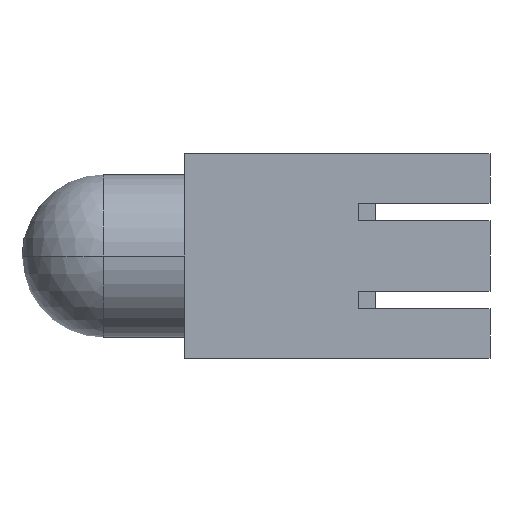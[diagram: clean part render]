
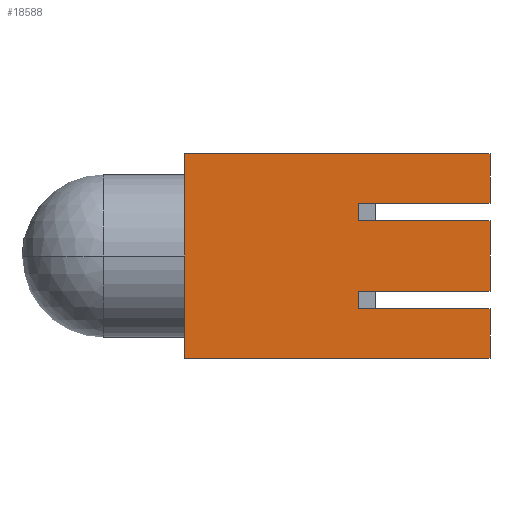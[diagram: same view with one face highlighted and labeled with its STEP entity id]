
A CAD part, front view. The second image highlights one B-rep face of the part: STEP entity #18588.
In plain terms, the highlighted planar face has unit normal (0, -1, 0).
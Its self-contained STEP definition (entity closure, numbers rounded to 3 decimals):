
#2498 = CARTESIAN_POINT ( 'NONE',  ( 8.8, 0., 1.52 ) ) ;
#2499 = DIRECTION ( 'NONE',  ( 1., 0., 0. ) ) ;
#2500 = VECTOR ( 'NONE', #2499, 1000. ) ;
#2501 = CARTESIAN_POINT ( 'NONE',  ( 4.4, 0., 1.52 ) ) ;
#2502 = LINE ( 'NONE', #2501, #2500 ) ;
#3391 = ORIENTED_EDGE ( 'NONE', *, *, #16002, .T. ) ;
#3605 = EDGE_CURVE ( 'NONE', #18727, #18661, #19342, .T. ) ;
#4094 = CARTESIAN_POINT ( 'NONE',  ( 5.5, 0., 1.52 ) ) ;
#4095 = DIRECTION ( 'NONE',  ( 1., 0., 0. ) ) ;
#4096 = VECTOR ( 'NONE', #4095, 1000. ) ;
#4097 = CARTESIAN_POINT ( 'NONE',  ( 4.4, 0., 1.52 ) ) ;
#4102 = LINE ( 'NONE', #4097, #4096 ) ;
#6230 = CARTESIAN_POINT ( 'NONE',  ( 8.8, 0., -2.95 ) ) ;
#6231 = LINE ( 'NONE', #6230, #6248 ) ;
#6247 = DIRECTION ( 'NONE',  ( 0., 0., 1. ) ) ;
#6248 = VECTOR ( 'NONE', #6247, 1000. ) ;
#13352 = CARTESIAN_POINT ( 'NONE',  ( 8.8, 0., 2.95 ) ) ;
#13353 = CARTESIAN_POINT ( 'NONE',  ( 0., 0., 2.95 ) ) ;
#13354 = DIRECTION ( 'NONE',  ( 1., 0., 0. ) ) ;
#13355 = VECTOR ( 'NONE', #13354, 1000. ) ;
#13356 = CARTESIAN_POINT ( 'NONE',  ( 8.8, 0., 2.95 ) ) ;
#13357 = LINE ( 'NONE', #13356, #13355 ) ;
#13939 = DIRECTION ( 'NONE',  ( 1., 0., 0. ) ) ;
#13940 = VECTOR ( 'NONE', #13939, 1000. ) ;
#13941 = CARTESIAN_POINT ( 'NONE',  ( 4.4, 0., 1.02 ) ) ;
#13942 = LINE ( 'NONE', #13941, #13940 ) ;
#14811 = CARTESIAN_POINT ( 'NONE',  ( 5., 0., -8.382 ) ) ;
#14812 = LINE ( 'NONE', #14811, #14836 ) ;
#14833 = CARTESIAN_POINT ( 'NONE',  ( 8.8, 0., -1.02 ) ) ;
#14834 = CARTESIAN_POINT ( 'NONE',  ( 5., 0., -1.02 ) ) ;
#14835 = DIRECTION ( 'NONE',  ( 0., 0., 1. ) ) ;
#14836 = VECTOR ( 'NONE', #14835, 1000. ) ;
#14848 = DIRECTION ( 'NONE',  ( 1., 0., 0. ) ) ;
#14849 = DIRECTION ( 'NONE',  ( 0., -1., 0. ) ) ;
#14850 = CARTESIAN_POINT ( 'NONE',  ( 8.8, 0., -2.95 ) ) ;
#14851 = AXIS2_PLACEMENT_3D ( 'NONE', #14850, #14849, #14848 ) ;
#14852 = CARTESIAN_POINT ( 'NONE',  ( 8.8, 0., 1.02 ) ) ;
#14853 = PLANE ( 'NONE',  #14851 ) ;
#14869 = FACE_OUTER_BOUND ( 'NONE', #18654, .T. ) ;
#14870 = CARTESIAN_POINT ( 'NONE',  ( 5., 0., -1.52 ) ) ;
#14871 = CARTESIAN_POINT ( 'NONE',  ( 5.5, 0., -1.02 ) ) ;
#14872 = CARTESIAN_POINT ( 'NONE',  ( 5.5, 0., 1.02 ) ) ;
#14873 = DIRECTION ( 'NONE',  ( 1., 0., 0. ) ) ;
#14874 = VECTOR ( 'NONE', #14873, 1000. ) ;
#14875 = CARTESIAN_POINT ( 'NONE',  ( 4.4, 0., 1.02 ) ) ;
#14876 = LINE ( 'NONE', #14875, #14874 ) ;
#14895 = DIRECTION ( 'NONE',  ( 0., 0., 1. ) ) ;
#14896 = VECTOR ( 'NONE', #14895, 1000. ) ;
#14897 = CARTESIAN_POINT ( 'NONE',  ( 8.8, 0., -2.95 ) ) ;
#14898 = LINE ( 'NONE', #14897, #14896 ) ;
#14899 = DIRECTION ( 'NONE',  ( 1., 0., 0. ) ) ;
#14900 = VECTOR ( 'NONE', #14899, 1000. ) ;
#14901 = CARTESIAN_POINT ( 'NONE',  ( 4.4, 0., -1.02 ) ) ;
#14902 = LINE ( 'NONE', #14901, #14900 ) ;
#15069 = DIRECTION ( 'NONE',  ( 0., 0., -1. ) ) ;
#15070 = VECTOR ( 'NONE', #15069, 1000. ) ;
#15071 = CARTESIAN_POINT ( 'NONE',  ( 5., 0., -8.382 ) ) ;
#15076 = LINE ( 'NONE', #15071, #15070 ) ;
#15109 = DIRECTION ( 'NONE',  ( 1., 0., 0. ) ) ;
#15110 = VECTOR ( 'NONE', #15109, 1000. ) ;
#15111 = CARTESIAN_POINT ( 'NONE',  ( 4.4, 0., -1.52 ) ) ;
#15112 = LINE ( 'NONE', #15111, #15110 ) ;
#15113 = CARTESIAN_POINT ( 'NONE',  ( 5.5, 0., -1.52 ) ) ;
#15114 = CARTESIAN_POINT ( 'NONE',  ( 8.8, 0., -1.52 ) ) ;
#15115 = DIRECTION ( 'NONE',  ( 1., 0., 0. ) ) ;
#15116 = VECTOR ( 'NONE', #15115, 1000. ) ;
#15117 = CARTESIAN_POINT ( 'NONE',  ( 4.4, 0., -1.52 ) ) ;
#15118 = LINE ( 'NONE', #15117, #15116 ) ;
#15123 = DIRECTION ( 'NONE',  ( 1., 0., 0. ) ) ;
#15124 = VECTOR ( 'NONE', #15123, 1000. ) ;
#15125 = CARTESIAN_POINT ( 'NONE',  ( 4.4, 0., -1.02 ) ) ;
#15126 = LINE ( 'NONE', #15125, #15124 ) ;
#15131 = CARTESIAN_POINT ( 'NONE',  ( 5., 0., 1.02 ) ) ;
#15132 = CARTESIAN_POINT ( 'NONE',  ( 5., 0., 1.52 ) ) ;
#15244 = DIRECTION ( 'NONE',  ( 0., 0., 1. ) ) ;
#15245 = VECTOR ( 'NONE', #15244, 1000. ) ;
#15246 = CARTESIAN_POINT ( 'NONE',  ( 0., 0., -2.95 ) ) ;
#15247 = LINE ( 'NONE', #15246, #15245 ) ;
#15248 = CARTESIAN_POINT ( 'NONE',  ( 0., 0., -2.95 ) ) ;
#15249 = DIRECTION ( 'NONE',  ( 1., 0., 0. ) ) ;
#15250 = VECTOR ( 'NONE', #15249, 1000. ) ;
#15251 = CARTESIAN_POINT ( 'NONE',  ( 8.8, 0., -2.95 ) ) ;
#15252 = LINE ( 'NONE', #15251, #15250 ) ;
#15253 = CARTESIAN_POINT ( 'NONE',  ( 8.8, 0., -2.95 ) ) ;
#16002 = EDGE_CURVE ( 'NONE', #16203, #16004, #2502, .T. ) ;
#16004 = VERTEX_POINT ( 'NONE', #2498 ) ;
#16202 = EDGE_CURVE ( 'NONE', #18650, #16203, #4102, .T. ) ;
#16203 = VERTEX_POINT ( 'NONE', #4094 ) ;
#16293 = ORIENTED_EDGE ( 'NONE', *, *, #16611, .T. ) ;
#16611 = EDGE_CURVE ( 'NONE', #16004, #18111, #6231, .T. ) ;
#18109 = EDGE_CURVE ( 'NONE', #18110, #18111, #13357, .T. ) ;
#18110 = VERTEX_POINT ( 'NONE', #13353 ) ;
#18111 = VERTEX_POINT ( 'NONE', #13352 ) ;
#18295 = ORIENTED_EDGE ( 'NONE', *, *, #18346, .F. ) ;
#18346 = EDGE_CURVE ( 'NONE', #18651, #18584, #13942, .T. ) ;
#18578 = ORIENTED_EDGE ( 'NONE', *, *, #18579, .T. ) ;
#18579 = EDGE_CURVE ( 'NONE', #18586, #18580, #14812, .T. ) ;
#18580 = VERTEX_POINT ( 'NONE', #14834 ) ;
#18581 = VERTEX_POINT ( 'NONE', #14833 ) ;
#18582 = ORIENTED_EDGE ( 'NONE', *, *, #18583, .F. ) ;
#18583 = EDGE_CURVE ( 'NONE', #18584, #18589, #14876, .T. ) ;
#18584 = VERTEX_POINT ( 'NONE', #14872 ) ;
#18585 = VERTEX_POINT ( 'NONE', #14871 ) ;
#18586 = VERTEX_POINT ( 'NONE', #14870 ) ;
#18588 = ADVANCED_FACE ( 'NONE', ( #14869 ), #14853, .T. ) ;
#18589 = VERTEX_POINT ( 'NONE', #14852 ) ;
#18590 = ORIENTED_EDGE ( 'NONE', *, *, #18591, .T. ) ;
#18591 = EDGE_CURVE ( 'NONE', #18585, #18581, #14902, .T. ) ;
#18592 = ORIENTED_EDGE ( 'NONE', *, *, #18593, .T. ) ;
#18593 = EDGE_CURVE ( 'NONE', #18581, #18589, #14898, .T. ) ;
#18647 = ORIENTED_EDGE ( 'NONE', *, *, #18109, .F. ) ;
#18648 = ORIENTED_EDGE ( 'NONE', *, *, #16202, .T. ) ;
#18649 = EDGE_CURVE ( 'NONE', #18650, #18651, #15076, .T. ) ;
#18650 = VERTEX_POINT ( 'NONE', #15132 ) ;
#18651 = VERTEX_POINT ( 'NONE', #15131 ) ;
#18652 = ORIENTED_EDGE ( 'NONE', *, *, #18649, .F. ) ;
#18654 = EDGE_LOOP ( 'NONE', ( #18659, #18663, #18578, #18656, #18590, #18592, #18582, #18295, #18652, #18648, #3391, #16293, #18647, #18731, #18728, #18726 ) ) ;
#18656 = ORIENTED_EDGE ( 'NONE', *, *, #18657, .T. ) ;
#18657 = EDGE_CURVE ( 'NONE', #18580, #18585, #15126, .T. ) ;
#18659 = ORIENTED_EDGE ( 'NONE', *, *, #18660, .F. ) ;
#18660 = EDGE_CURVE ( 'NONE', #18662, #18661, #15118, .T. ) ;
#18661 = VERTEX_POINT ( 'NONE', #15114 ) ;
#18662 = VERTEX_POINT ( 'NONE', #15113 ) ;
#18663 = ORIENTED_EDGE ( 'NONE', *, *, #18664, .F. ) ;
#18664 = EDGE_CURVE ( 'NONE', #18586, #18662, #15112, .T. ) ;
#18726 = ORIENTED_EDGE ( 'NONE', *, *, #3605, .T. ) ;
#18727 = VERTEX_POINT ( 'NONE', #15253 ) ;
#18728 = ORIENTED_EDGE ( 'NONE', *, *, #18729, .T. ) ;
#18729 = EDGE_CURVE ( 'NONE', #18730, #18727, #15252, .T. ) ;
#18730 = VERTEX_POINT ( 'NONE', #15248 ) ;
#18731 = ORIENTED_EDGE ( 'NONE', *, *, #18732, .F. ) ;
#18732 = EDGE_CURVE ( 'NONE', #18730, #18110, #15247, .T. ) ;
#19338 = DIRECTION ( 'NONE',  ( 0., 0., 1. ) ) ;
#19339 = VECTOR ( 'NONE', #19338, 1000. ) ;
#19340 = CARTESIAN_POINT ( 'NONE',  ( 8.8, 0., -2.95 ) ) ;
#19342 = LINE ( 'NONE', #19340, #19339 ) ;
